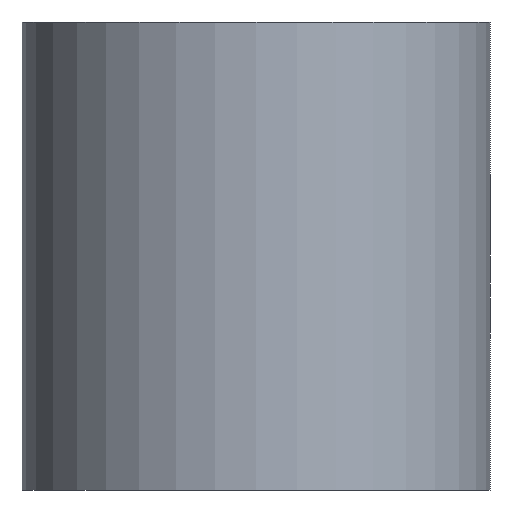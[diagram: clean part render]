
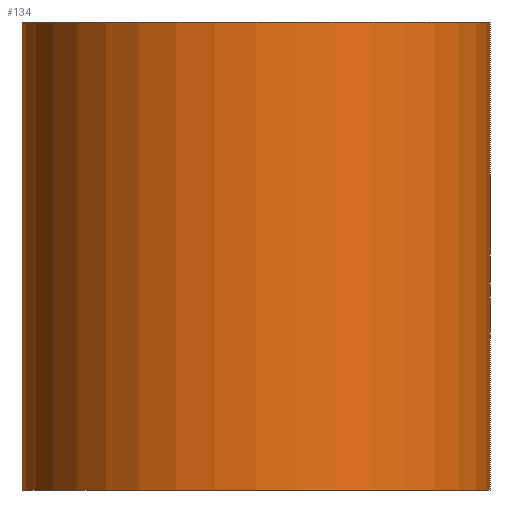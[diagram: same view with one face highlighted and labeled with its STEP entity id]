
A CAD part, front view. The second image highlights one B-rep face of the part: STEP entity #134.
In plain terms, the highlighted cylindrical face has radius 5 mm (diameter 10 mm), a partial arc.
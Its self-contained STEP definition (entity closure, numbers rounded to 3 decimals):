
#134=ADVANCED_FACE('',(#279),#281,.T.);
#279=FACE_BOUND('',#280,.T.);
#280=EDGE_LOOP('',(#387,#388,#389,#390));
#281=CYLINDRICAL_SURFACE('',#282,5.);
#282=AXIS2_PLACEMENT_3D('',#283,#284,#285);
#283=CARTESIAN_POINT('',(0.,0.,0.));
#284=DIRECTION('',(0.,0.,1.));
#285=DIRECTION('',(-1.,0.,0.));
#387=ORIENTED_EDGE('',*,*,#446,.T.);
#388=ORIENTED_EDGE('',*,*,#451,.T.);
#389=ORIENTED_EDGE('',*,*,#452,.F.);
#390=ORIENTED_EDGE('',*,*,#426,.F.);
#426=EDGE_CURVE('',#468,#470,#471,.T.);
#446=EDGE_CURVE('',#468,#503,#506,.T.);
#451=EDGE_CURVE('',#503,#513,#514,.T.);
#452=EDGE_CURVE('',#470,#513,#515,.T.);
#468=VERTEX_POINT('',#542);
#470=VERTEX_POINT('',#546);
#471=LINE('',#547,#548);
#503=VERTEX_POINT('',#617);
#506=CIRCLE('',#622,5.);
#513=VERTEX_POINT('',#641);
#514=LINE('',#642,#643);
#515=CIRCLE('',#645,5.);
#542=CARTESIAN_POINT('',(-5.,0.,0.));
#546=CARTESIAN_POINT('',(-5.,0.,10.));
#547=CARTESIAN_POINT('',(-5.,0.,0.));
#548=VECTOR('',#549,1.);
#549=DIRECTION('',(0.,0.,1.));
#617=CARTESIAN_POINT('',(5.,0.,0.));
#622=AXIS2_PLACEMENT_3D('',#623,#624,#625);
#623=CARTESIAN_POINT('',(0.,0.,0.));
#624=DIRECTION('',(0.,0.,1.));
#625=DIRECTION('',(-1.,0.,0.));
#641=CARTESIAN_POINT('',(5.,0.,10.));
#642=CARTESIAN_POINT('',(5.,0.,0.));
#643=VECTOR('',#644,1.);
#644=DIRECTION('',(0.,0.,1.));
#645=AXIS2_PLACEMENT_3D('',#646,#647,#648);
#646=CARTESIAN_POINT('',(0.,0.,10.));
#647=DIRECTION('',(0.,0.,1.));
#648=DIRECTION('',(-1.,0.,0.));
